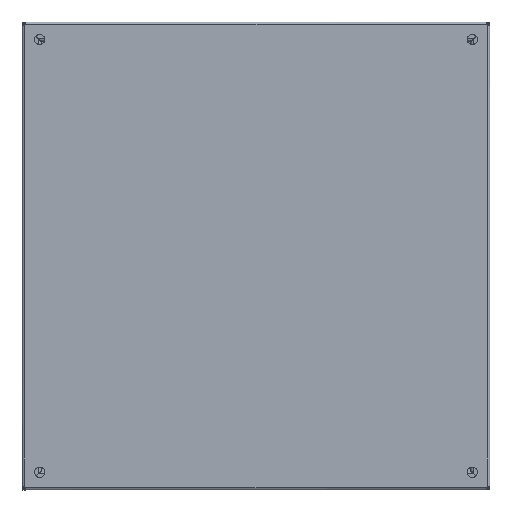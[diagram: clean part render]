
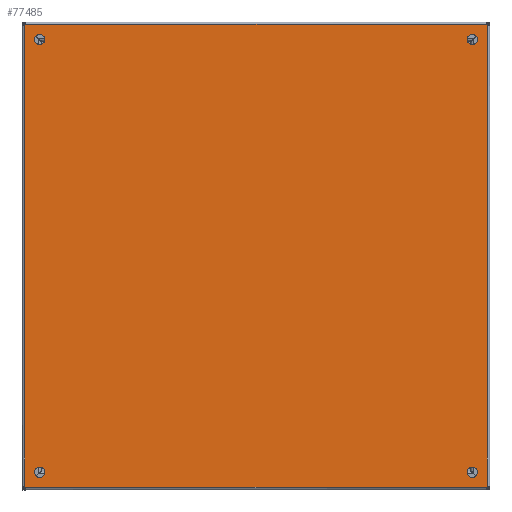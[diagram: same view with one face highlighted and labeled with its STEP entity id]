
A CAD part, top view. The second image highlights one B-rep face of the part: STEP entity #77485.
In plain terms, the highlighted planar face has unit normal (0, 0, 1).
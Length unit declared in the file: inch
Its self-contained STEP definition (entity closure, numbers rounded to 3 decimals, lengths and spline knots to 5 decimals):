
#393 = VERTEX_POINT ( 'NONE', #75657 ) ;
#558 = CARTESIAN_POINT ( 'NONE',  ( 9.875, -0.01975, 6.9175 ) ) ;
#709 = CIRCLE ( 'NONE', #77768, 0.21875 ) ;
#1345 = VERTEX_POINT ( 'NONE', #62487 ) ;
#4650 = CIRCLE ( 'NONE', #70369, 0.07 ) ;
#5888 = VECTOR ( 'NONE', #14132, 39.37008 ) ;
#5911 = DIRECTION ( 'NONE',  ( -1., 0., 0. ) ) ;
#6133 = CARTESIAN_POINT ( 'NONE',  ( 19.76975, 9.875, 6.9175 ) ) ;
#6808 = DIRECTION ( 'NONE',  ( 0., 0., -1. ) ) ;
#6840 = VERTEX_POINT ( 'NONE', #17448 ) ;
#7844 = LINE ( 'NONE', #558, #5888 ) ;
#8246 = EDGE_LOOP ( 'NONE', ( #28029 ) ) ;
#8688 = AXIS2_PLACEMENT_3D ( 'NONE', #60757, #49381, #67970 ) ;
#8822 = VERTEX_POINT ( 'NONE', #53261 ) ;
#9218 = EDGE_LOOP ( 'NONE', ( #77556 ) ) ;
#10086 = CIRCLE ( 'NONE', #53199, 0.07 ) ;
#12223 = FACE_BOUND ( 'NONE', #9218, .T. ) ;
#12729 = LINE ( 'NONE', #6133, #77061 ) ;
#14132 = DIRECTION ( 'NONE',  ( -1., 0., 0. ) ) ;
#14173 = FACE_BOUND ( 'NONE', #8246, .T. ) ;
#14533 = AXIS2_PLACEMENT_3D ( 'NONE', #28100, #27023, #65502 ) ;
#14886 = AXIS2_PLACEMENT_3D ( 'NONE', #80218, #17102, #42818 ) ;
#15644 = DIRECTION ( 'NONE',  ( 1., 0., 0. ) ) ;
#15652 = ORIENTED_EDGE ( 'NONE', *, *, #63468, .T. ) ;
#16367 = CIRCLE ( 'NONE', #14886, 0.21875 ) ;
#17102 = DIRECTION ( 'NONE',  ( 0., 0., -1. ) ) ;
#17448 = CARTESIAN_POINT ( 'NONE',  ( 0.40625, 19.125, 6.9175 ) ) ;
#17865 = VERTEX_POINT ( 'NONE', #22562 ) ;
#18499 = DIRECTION ( 'NONE',  ( 0., 0., -1. ) ) ;
#19090 = CARTESIAN_POINT ( 'NONE',  ( 0.40625, 0.625, 6.9175 ) ) ;
#19347 = CARTESIAN_POINT ( 'NONE',  ( -0.00777, 19.76975, 6.9175 ) ) ;
#19781 = DIRECTION ( 'NONE',  ( 0., 0., -1. ) ) ;
#20185 = EDGE_LOOP ( 'NONE', ( #39619 ) ) ;
#21158 = VERTEX_POINT ( 'NONE', #56493 ) ;
#21953 = ORIENTED_EDGE ( 'NONE', *, *, #31351, .F. ) ;
#22516 = CARTESIAN_POINT ( 'NONE',  ( 19.125, 19.125, 6.9175 ) ) ;
#22562 = CARTESIAN_POINT ( 'NONE',  ( -0.00777, -0.01975, 6.9175 ) ) ;
#25183 = VECTOR ( 'NONE', #67269, 39.37008 ) ;
#25419 = CARTESIAN_POINT ( 'NONE',  ( -0.06289, -0.06289, 6.9175 ) ) ;
#25757 = ORIENTED_EDGE ( 'NONE', *, *, #47069, .T. ) ;
#26752 = CARTESIAN_POINT ( 'NONE',  ( 19.81289, -0.06289, 6.9175 ) ) ;
#27023 = DIRECTION ( 'NONE',  ( 0., 0., -1. ) ) ;
#27173 = VERTEX_POINT ( 'NONE', #19347 ) ;
#28029 = ORIENTED_EDGE ( 'NONE', *, *, #63589, .T. ) ;
#28100 = CARTESIAN_POINT ( 'NONE',  ( 0.625, 19.125, 6.9175 ) ) ;
#28772 = VERTEX_POINT ( 'NONE', #65365 ) ;
#29792 = EDGE_LOOP ( 'NONE', ( #15652, #55638, #69850, #44952, #78034, #59817, #41456, #21953 ) ) ;
#31331 = DIRECTION ( 'NONE',  ( 0., -1., 0. ) ) ;
#31351 = EDGE_CURVE ( 'NONE', #60783, #17865, #7844, .T. ) ;
#32781 = CARTESIAN_POINT ( 'NONE',  ( 19.125, 0.625, 6.9175 ) ) ;
#33940 = AXIS2_PLACEMENT_3D ( 'NONE', #81833, #43837, #5911 ) ;
#33999 = FACE_BOUND ( 'NONE', #43832, .T. ) ;
#34678 = CIRCLE ( 'NONE', #8688, 0.07 ) ;
#34799 = EDGE_CURVE ( 'NONE', #28772, #28772, #48177, .T. ) ;
#35521 = CARTESIAN_POINT ( 'NONE',  ( 19.81289, 19.81289, 6.9175 ) ) ;
#36638 = VERTEX_POINT ( 'NONE', #41517 ) ;
#37403 = VECTOR ( 'NONE', #15644, 39.37008 ) ;
#38995 = CIRCLE ( 'NONE', #53071, 0.07 ) ;
#39619 = ORIENTED_EDGE ( 'NONE', *, *, #67962, .T. ) ;
#41456 = ORIENTED_EDGE ( 'NONE', *, *, #59135, .T. ) ;
#41517 = CARTESIAN_POINT ( 'NONE',  ( 18.90625, 19.125, 6.9175 ) ) ;
#42818 = DIRECTION ( 'NONE',  ( -1., 0., 0. ) ) ;
#43832 = EDGE_LOOP ( 'NONE', ( #25757 ) ) ;
#43837 = DIRECTION ( 'NONE',  ( 0., 0., -1. ) ) ;
#44952 = ORIENTED_EDGE ( 'NONE', *, *, #50811, .F. ) ;
#45068 = EDGE_CURVE ( 'NONE', #8822, #1345, #38995, .T. ) ;
#47069 = EDGE_CURVE ( 'NONE', #36638, #36638, #709, .T. ) ;
#48177 = CIRCLE ( 'NONE', #82223, 0.21875 ) ;
#49381 = DIRECTION ( 'NONE',  ( 0., 0., -1. ) ) ;
#50811 = EDGE_CURVE ( 'NONE', #27173, #1345, #67130, .T. ) ;
#53071 = AXIS2_PLACEMENT_3D ( 'NONE', #35521, #54649, #61558 ) ;
#53199 = AXIS2_PLACEMENT_3D ( 'NONE', #26752, #6808, #58039 ) ;
#53261 = CARTESIAN_POINT ( 'NONE',  ( 19.76975, 19.75777, 6.9175 ) ) ;
#53796 = DIRECTION ( 'NONE',  ( 0., 0., -1. ) ) ;
#53865 = CARTESIAN_POINT ( 'NONE',  ( 19.75777, -0.01975, 6.9175 ) ) ;
#53892 = LINE ( 'NONE', #79456, #25183 ) ;
#54649 = DIRECTION ( 'NONE',  ( 0., 0., -1. ) ) ;
#55638 = ORIENTED_EDGE ( 'NONE', *, *, #65650, .F. ) ;
#55785 = FACE_OUTER_BOUND ( 'NONE', #29792, .T. ) ;
#56493 = CARTESIAN_POINT ( 'NONE',  ( 19.76975, -0.00777, 6.9175 ) ) ;
#57445 = CARTESIAN_POINT ( 'NONE',  ( -0.01975, -0.00777, 6.9175 ) ) ;
#58039 = DIRECTION ( 'NONE',  ( 1., 0., 0. ) ) ;
#58303 = CARTESIAN_POINT ( 'NONE',  ( 9.875, 19.76975, 6.9175 ) ) ;
#59135 = EDGE_CURVE ( 'NONE', #62301, #17865, #4650, .T. ) ;
#59281 = VERTEX_POINT ( 'NONE', #19090 ) ;
#59817 = ORIENTED_EDGE ( 'NONE', *, *, #60536, .F. ) ;
#60536 = EDGE_CURVE ( 'NONE', #62301, #393, #53892, .T. ) ;
#60757 = CARTESIAN_POINT ( 'NONE',  ( -0.06289, 19.81289, 6.9175 ) ) ;
#60783 = VERTEX_POINT ( 'NONE', #53865 ) ;
#61558 = DIRECTION ( 'NONE',  ( 1., 0., 0. ) ) ;
#62301 = VERTEX_POINT ( 'NONE', #57445 ) ;
#62487 = CARTESIAN_POINT ( 'NONE',  ( 19.75777, 19.76975, 6.9175 ) ) ;
#63468 = EDGE_CURVE ( 'NONE', #60783, #21158, #10086, .T. ) ;
#63589 = EDGE_CURVE ( 'NONE', #6840, #6840, #67544, .T. ) ;
#65365 = CARTESIAN_POINT ( 'NONE',  ( 18.90625, 0.625, 6.9175 ) ) ;
#65502 = DIRECTION ( 'NONE',  ( -1., 0., 0. ) ) ;
#65650 = EDGE_CURVE ( 'NONE', #8822, #21158, #12729, .T. ) ;
#67130 = LINE ( 'NONE', #58303, #37403 ) ;
#67269 = DIRECTION ( 'NONE',  ( 0., 1., 0. ) ) ;
#67544 = CIRCLE ( 'NONE', #14533, 0.21875 ) ;
#67962 = EDGE_CURVE ( 'NONE', #59281, #59281, #16367, .T. ) ;
#67970 = DIRECTION ( 'NONE',  ( 1., 0., 0. ) ) ;
#69850 = ORIENTED_EDGE ( 'NONE', *, *, #45068, .T. ) ;
#70369 = AXIS2_PLACEMENT_3D ( 'NONE', #25419, #18499, #75829 ) ;
#72668 = FACE_BOUND ( 'NONE', #20185, .T. ) ;
#74901 = PLANE ( 'NONE',  #33940 ) ;
#75657 = CARTESIAN_POINT ( 'NONE',  ( -0.01975, 19.75777, 6.9175 ) ) ;
#75829 = DIRECTION ( 'NONE',  ( 1., 0., 0. ) ) ;
#75981 = EDGE_CURVE ( 'NONE', #27173, #393, #34678, .T. ) ;
#77061 = VECTOR ( 'NONE', #31331, 39.37008 ) ;
#77354 = DIRECTION ( 'NONE',  ( -1., 0., 0. ) ) ;
#77485 = ADVANCED_FACE ( 'NONE', ( #14173, #33999, #72668, #12223, #55785 ), #74901, .F. ) ;
#77556 = ORIENTED_EDGE ( 'NONE', *, *, #34799, .T. ) ;
#77768 = AXIS2_PLACEMENT_3D ( 'NONE', #22516, #53796, #80113 ) ;
#78034 = ORIENTED_EDGE ( 'NONE', *, *, #75981, .T. ) ;
#79456 = CARTESIAN_POINT ( 'NONE',  ( -0.01975, 9.875, 6.9175 ) ) ;
#80113 = DIRECTION ( 'NONE',  ( -1., 0., 0. ) ) ;
#80218 = CARTESIAN_POINT ( 'NONE',  ( 0.625, 0.625, 6.9175 ) ) ;
#81833 = CARTESIAN_POINT ( 'NONE',  ( 9.875, 9.875, 6.9175 ) ) ;
#82223 = AXIS2_PLACEMENT_3D ( 'NONE', #32781, #19781, #77354 ) ;
